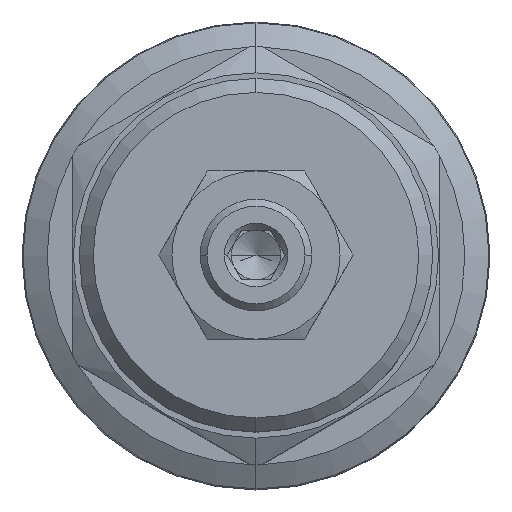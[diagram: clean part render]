
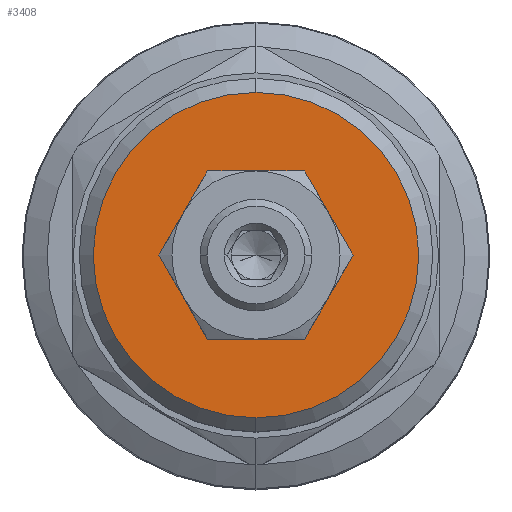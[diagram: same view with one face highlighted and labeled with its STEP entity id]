
A CAD part, top view. The second image highlights one B-rep face of the part: STEP entity #3408.
In plain terms, the highlighted planar face has unit normal (0, 0, 1).
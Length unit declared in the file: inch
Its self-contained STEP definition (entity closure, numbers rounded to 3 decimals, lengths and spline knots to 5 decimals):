
#735=CARTESIAN_POINT('',(0.,0.,5.625));
#736=DIRECTION('',(0.,0.,1.));
#737=DIRECTION('',(0.,-1.,0.));
#738=AXIS2_PLACEMENT_3D('',#735,#736,#737);
#753=CARTESIAN_POINT('',(0.,0.,5.625));
#754=DIRECTION('',(0.,0.,1.));
#755=DIRECTION('',(0.867,-0.498,0.));
#756=AXIS2_PLACEMENT_3D('',#753,#754,#755);
#758=DIRECTION('',(-0.5,0.866,0.));
#759=VECTOR('',#758,0.00179);
#760=CARTESIAN_POINT('',(0.32218,0.18497,5.625));
#761=LINE('',#760,#759);
#762=CARTESIAN_POINT('',(0.,0.,5.625));
#763=DIRECTION('',(0.,0.,1.));
#764=DIRECTION('',(0.865,0.502,0.));
#765=AXIS2_PLACEMENT_3D('',#762,#763,#764);
#767=DIRECTION('',(-1.,0.,0.));
#768=VECTOR('',#767,0.00179);
#769=CARTESIAN_POINT('',(0.0009,0.3715,5.625));
#770=LINE('',#769,#768);
#771=CARTESIAN_POINT('',(0.,0.,5.625));
#772=DIRECTION('',(0.,0.,1.));
#773=DIRECTION('',(-0.002,1.,0.));
#774=AXIS2_PLACEMENT_3D('',#771,#772,#773);
#776=DIRECTION('',(-0.5,-0.866,0.));
#777=VECTOR('',#776,0.00179);
#778=CARTESIAN_POINT('',(-0.32128,0.18653,5.625));
#779=LINE('',#778,#777);
#780=CARTESIAN_POINT('',(0.,0.,5.625));
#781=DIRECTION('',(0.,0.,1.));
#782=DIRECTION('',(-0.867,0.498,0.));
#783=AXIS2_PLACEMENT_3D('',#780,#781,#782);
#785=DIRECTION('',(0.5,-0.866,0.));
#786=VECTOR('',#785,0.00179);
#787=CARTESIAN_POINT('',(-0.32218,-0.18497,5.625));
#788=LINE('',#787,#786);
#789=CARTESIAN_POINT('',(0.,0.,5.625));
#790=DIRECTION('',(0.,0.,1.));
#791=DIRECTION('',(-0.865,-0.502,0.));
#792=AXIS2_PLACEMENT_3D('',#789,#790,#791);
#794=DIRECTION('',(1.,0.,0.));
#795=VECTOR('',#794,0.00179);
#796=CARTESIAN_POINT('',(-0.0009,-0.3715,5.625));
#797=LINE('',#796,#795);
#798=CARTESIAN_POINT('',(0.,0.,5.625));
#799=DIRECTION('',(0.,0.,1.));
#800=DIRECTION('',(0.002,-1.,0.));
#801=AXIS2_PLACEMENT_3D('',#798,#799,#800);
#803=DIRECTION('',(0.5,0.866,0.));
#804=VECTOR('',#803,0.00179);
#805=CARTESIAN_POINT('',(0.32128,-0.18653,5.625));
#806=LINE('',#805,#804);
#807=CARTESIAN_POINT('',(0.,0.,5.625));
#808=DIRECTION('',(0.,0.,1.));
#809=DIRECTION('',(0.,1.,0.));
#810=AXIS2_PLACEMENT_3D('',#807,#808,#809);
#2163=CARTESIAN_POINT('',(0.,0.719,5.625));
#2164=CARTESIAN_POINT('',(0.,-0.719,5.625));
#2165=VERTEX_POINT('',#2163);
#2166=VERTEX_POINT('',#2164);
#2253=CARTESIAN_POINT('',(0.32218,-0.18497,5.625));
#2254=CARTESIAN_POINT('',(0.32218,0.18497,5.625));
#2255=VERTEX_POINT('',#2253);
#2256=VERTEX_POINT('',#2254);
#2257=CARTESIAN_POINT('',(0.32128,0.18653,5.625));
#2258=CARTESIAN_POINT('',(0.0009,0.3715,5.625));
#2259=VERTEX_POINT('',#2257);
#2260=VERTEX_POINT('',#2258);
#2261=CARTESIAN_POINT('',(-0.0009,0.3715,5.625));
#2262=CARTESIAN_POINT('',(-0.32128,0.18653,5.625));
#2263=VERTEX_POINT('',#2261);
#2264=VERTEX_POINT('',#2262);
#2265=CARTESIAN_POINT('',(-0.32218,0.18497,5.625));
#2266=CARTESIAN_POINT('',(-0.32218,-0.18497,5.625));
#2267=VERTEX_POINT('',#2265);
#2268=VERTEX_POINT('',#2266);
#2269=CARTESIAN_POINT('',(-0.32128,-0.18653,5.625));
#2270=CARTESIAN_POINT('',(-0.0009,-0.3715,5.625));
#2271=VERTEX_POINT('',#2269);
#2272=VERTEX_POINT('',#2270);
#2273=CARTESIAN_POINT('',(0.0009,-0.3715,5.625));
#2274=CARTESIAN_POINT('',(0.32128,-0.18653,5.625));
#2275=VERTEX_POINT('',#2273);
#2276=VERTEX_POINT('',#2274);
#3372=CARTESIAN_POINT('',(0.,0.,5.625));
#3373=DIRECTION('',(0.,0.,1.));
#3374=DIRECTION('',(0.,1.,0.));
#3375=AXIS2_PLACEMENT_3D('',#3372,#3373,#3374);
#3376=PLANE('',#3375);
#3377=ORIENTED_EDGE('',*,*,#3362,.F.);
#3379=ORIENTED_EDGE('',*,*,#3378,.F.);
#3380=EDGE_LOOP('',(#3377,#3379));
#3381=FACE_OUTER_BOUND('',#3380,.F.);
#3383=ORIENTED_EDGE('',*,*,#3382,.T.);
#3385=ORIENTED_EDGE('',*,*,#3384,.T.);
#3387=ORIENTED_EDGE('',*,*,#3386,.T.);
#3389=ORIENTED_EDGE('',*,*,#3388,.T.);
#3391=ORIENTED_EDGE('',*,*,#3390,.T.);
#3393=ORIENTED_EDGE('',*,*,#3392,.T.);
#3395=ORIENTED_EDGE('',*,*,#3394,.T.);
#3397=ORIENTED_EDGE('',*,*,#3396,.T.);
#3399=ORIENTED_EDGE('',*,*,#3398,.T.);
#3401=ORIENTED_EDGE('',*,*,#3400,.T.);
#3403=ORIENTED_EDGE('',*,*,#3402,.T.);
#3405=ORIENTED_EDGE('',*,*,#3404,.T.);
#3406=EDGE_LOOP('',(#3383,#3385,#3387,#3389,#3391,#3393,#3395,#3397,#3399,#3401,
#3403,#3405));
#3407=FACE_BOUND('',#3406,.F.);
#3408=ADVANCED_FACE('',(#3381,#3407),#3376,.T.);
#739=CIRCLE('',#738,0.719);
#757=CIRCLE('',#756,0.3715);
#766=CIRCLE('',#765,0.3715);
#775=CIRCLE('',#774,0.3715);
#784=CIRCLE('',#783,0.3715);
#793=CIRCLE('',#792,0.3715);
#802=CIRCLE('',#801,0.3715);
#811=CIRCLE('',#810,0.719);
#3362=EDGE_CURVE('',#2166,#2165,#739,.T.);
#3378=EDGE_CURVE('',#2165,#2166,#811,.T.);
#3382=EDGE_CURVE('',#2255,#2256,#757,.T.);
#3384=EDGE_CURVE('',#2256,#2259,#761,.T.);
#3386=EDGE_CURVE('',#2259,#2260,#766,.T.);
#3388=EDGE_CURVE('',#2260,#2263,#770,.T.);
#3390=EDGE_CURVE('',#2263,#2264,#775,.T.);
#3392=EDGE_CURVE('',#2264,#2267,#779,.T.);
#3394=EDGE_CURVE('',#2267,#2268,#784,.T.);
#3396=EDGE_CURVE('',#2268,#2271,#788,.T.);
#3398=EDGE_CURVE('',#2271,#2272,#793,.T.);
#3400=EDGE_CURVE('',#2272,#2275,#797,.T.);
#3402=EDGE_CURVE('',#2275,#2276,#802,.T.);
#3404=EDGE_CURVE('',#2276,#2255,#806,.T.);
